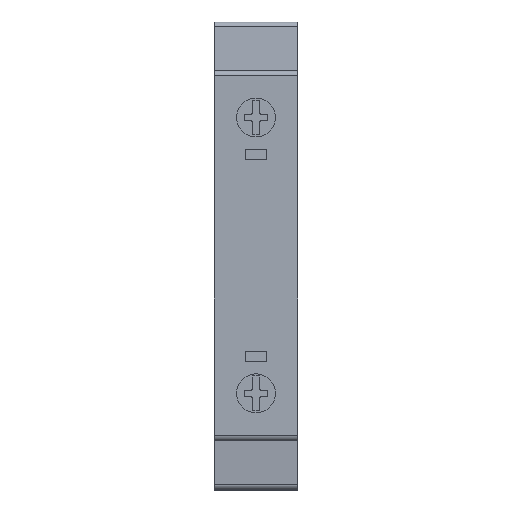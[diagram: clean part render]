
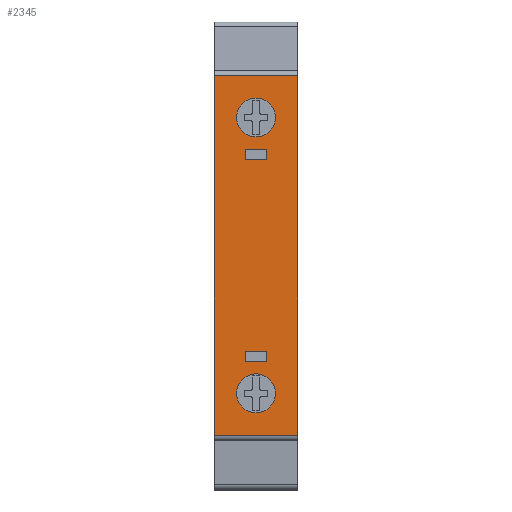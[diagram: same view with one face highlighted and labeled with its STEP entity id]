
A CAD part, top view. The second image highlights one B-rep face of the part: STEP entity #2345.
In plain terms, the highlighted planar face has unit normal (0, 0, 1).
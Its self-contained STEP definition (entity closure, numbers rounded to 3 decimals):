
#223=LINE('',#3481,#525);
#224=LINE('',#3483,#526);
#225=LINE('',#3485,#527);
#226=LINE('',#3486,#528);
#227=LINE('',#3489,#529);
#228=LINE('',#3491,#530);
#229=LINE('',#3493,#531);
#230=LINE('',#3494,#532);
#231=LINE('',#3497,#533);
#232=LINE('',#3499,#534);
#233=LINE('',#3501,#535);
#234=LINE('',#3502,#536);
#525=VECTOR('',#2803,1.);
#526=VECTOR('',#2804,1.);
#527=VECTOR('',#2805,1.);
#528=VECTOR('',#2806,1.);
#529=VECTOR('',#2807,1.);
#530=VECTOR('',#2808,1.);
#531=VECTOR('',#2809,1.);
#532=VECTOR('',#2810,1.);
#533=VECTOR('',#2811,1.);
#534=VECTOR('',#2812,1.);
#535=VECTOR('',#2813,1.);
#536=VECTOR('',#2814,1.);
#775=PLANE('',#2479);
#838=FACE_BOUND('',#997,.T.);
#839=FACE_BOUND('',#998,.T.);
#840=FACE_BOUND('',#999,.T.);
#841=FACE_BOUND('',#1000,.T.);
#880=FACE_OUTER_BOUND('',#996,.T.);
#996=EDGE_LOOP('',(#1860,#1861,#1862,#1863));
#997=EDGE_LOOP('',(#1864));
#998=EDGE_LOOP('',(#1865,#1866,#1867,#1868));
#999=EDGE_LOOP('',(#1869,#1870,#1871,#1872));
#1000=EDGE_LOOP('',(#1873));
#1075=CIRCLE('',#2423,3.75);
#1093=CIRCLE('',#2477,3.75);
#1145=VERTEX_POINT('',#3275);
#1211=VERTEX_POINT('',#3475);
#1212=VERTEX_POINT('',#3479);
#1213=VERTEX_POINT('',#3480);
#1214=VERTEX_POINT('',#3482);
#1215=VERTEX_POINT('',#3484);
#1216=VERTEX_POINT('',#3487);
#1217=VERTEX_POINT('',#3488);
#1218=VERTEX_POINT('',#3490);
#1219=VERTEX_POINT('',#3492);
#1220=VERTEX_POINT('',#3495);
#1221=VERTEX_POINT('',#3496);
#1222=VERTEX_POINT('',#3498);
#1223=VERTEX_POINT('',#3500);
#1353=EDGE_CURVE('',#1145,#1145,#1075,.T.);
#1451=EDGE_CURVE('',#1211,#1211,#1093,.T.);
#1452=EDGE_CURVE('',#1212,#1213,#223,.T.);
#1453=EDGE_CURVE('',#1213,#1214,#224,.T.);
#1454=EDGE_CURVE('',#1215,#1214,#225,.T.);
#1455=EDGE_CURVE('',#1212,#1215,#226,.T.);
#1456=EDGE_CURVE('',#1216,#1217,#227,.T.);
#1457=EDGE_CURVE('',#1217,#1218,#228,.T.);
#1458=EDGE_CURVE('',#1218,#1219,#229,.T.);
#1459=EDGE_CURVE('',#1219,#1216,#230,.T.);
#1460=EDGE_CURVE('',#1220,#1221,#231,.T.);
#1461=EDGE_CURVE('',#1221,#1222,#232,.T.);
#1462=EDGE_CURVE('',#1222,#1223,#233,.T.);
#1463=EDGE_CURVE('',#1223,#1220,#234,.T.);
#1860=ORIENTED_EDGE('',*,*,#1452,.T.);
#1861=ORIENTED_EDGE('',*,*,#1453,.T.);
#1862=ORIENTED_EDGE('',*,*,#1454,.F.);
#1863=ORIENTED_EDGE('',*,*,#1455,.F.);
#1864=ORIENTED_EDGE('',*,*,#1353,.T.);
#1865=ORIENTED_EDGE('',*,*,#1456,.T.);
#1866=ORIENTED_EDGE('',*,*,#1457,.T.);
#1867=ORIENTED_EDGE('',*,*,#1458,.T.);
#1868=ORIENTED_EDGE('',*,*,#1459,.T.);
#1869=ORIENTED_EDGE('',*,*,#1460,.T.);
#1870=ORIENTED_EDGE('',*,*,#1461,.T.);
#1871=ORIENTED_EDGE('',*,*,#1462,.T.);
#1872=ORIENTED_EDGE('',*,*,#1463,.T.);
#1873=ORIENTED_EDGE('',*,*,#1451,.T.);
#2345=ADVANCED_FACE('',(#880,#838,#839,#840,#841),#775,.T.);
#2423=AXIS2_PLACEMENT_3D('',#3276,#2609,#2610);
#2477=AXIS2_PLACEMENT_3D('',#3476,#2797,#2798);
#2479=AXIS2_PLACEMENT_3D('',#3478,#2801,#2802);
#2609=DIRECTION('center_axis',(0.,0.,-1.));
#2610=DIRECTION('ref_axis',(-1.,0.,0.));
#2797=DIRECTION('center_axis',(0.,0.,-1.));
#2798=DIRECTION('ref_axis',(0.,1.,0.));
#2801=DIRECTION('center_axis',(0.,0.,1.));
#2802=DIRECTION('ref_axis',(0.,1.,0.));
#2803=DIRECTION('',(0.,1.,0.));
#2804=DIRECTION('',(-1.,0.,0.));
#2805=DIRECTION('',(0.,1.,0.));
#2806=DIRECTION('',(-1.,0.,0.));
#2807=DIRECTION('',(1.,0.,0.));
#2808=DIRECTION('',(0.,-1.,0.));
#2809=DIRECTION('',(-1.,0.,0.));
#2810=DIRECTION('',(0.,1.,0.));
#2811=DIRECTION('',(1.,0.,0.));
#2812=DIRECTION('',(0.,-1.,0.));
#2813=DIRECTION('',(-1.,0.,0.));
#2814=DIRECTION('',(0.,1.,0.));
#3275=CARTESIAN_POINT('',(4.25,-26.55,79.299));
#3276=CARTESIAN_POINT('Origin',(8.,-26.55,79.299));
#3475=CARTESIAN_POINT('',(8.,30.3,79.299));
#3476=CARTESIAN_POINT('Origin',(8.,26.55,79.299));
#3478=CARTESIAN_POINT('Origin',(16.,-34.6,79.299));
#3479=CARTESIAN_POINT('',(16.,-34.6,79.299));
#3480=CARTESIAN_POINT('',(16.,34.6,79.299));
#3481=CARTESIAN_POINT('',(16.,-34.6,79.299));
#3482=CARTESIAN_POINT('',(0.,34.6,79.299));
#3483=CARTESIAN_POINT('',(16.,34.6,79.299));
#3484=CARTESIAN_POINT('',(0.,-34.6,79.299));
#3485=CARTESIAN_POINT('',(0.,-34.6,79.299));
#3486=CARTESIAN_POINT('',(16.,-34.6,79.299));
#3487=CARTESIAN_POINT('',(5.9,20.4,79.299));
#3488=CARTESIAN_POINT('',(10.1,20.4,79.299));
#3489=CARTESIAN_POINT('',(10.95,20.4,79.299));
#3490=CARTESIAN_POINT('',(10.1,18.4,79.299));
#3491=CARTESIAN_POINT('',(10.1,-7.1,79.299));
#3492=CARTESIAN_POINT('',(5.9,18.4,79.299));
#3493=CARTESIAN_POINT('',(13.05,18.4,79.299));
#3494=CARTESIAN_POINT('',(5.9,-8.1,79.299));
#3495=CARTESIAN_POINT('',(5.9,-18.4,79.299));
#3496=CARTESIAN_POINT('',(10.1,-18.4,79.299));
#3497=CARTESIAN_POINT('',(10.95,-18.4,79.299));
#3498=CARTESIAN_POINT('',(10.1,-20.4,79.299));
#3499=CARTESIAN_POINT('',(10.1,-26.5,79.299));
#3500=CARTESIAN_POINT('',(5.9,-20.4,79.299));
#3501=CARTESIAN_POINT('',(13.05,-20.4,79.299));
#3502=CARTESIAN_POINT('',(5.9,-27.5,79.299));
